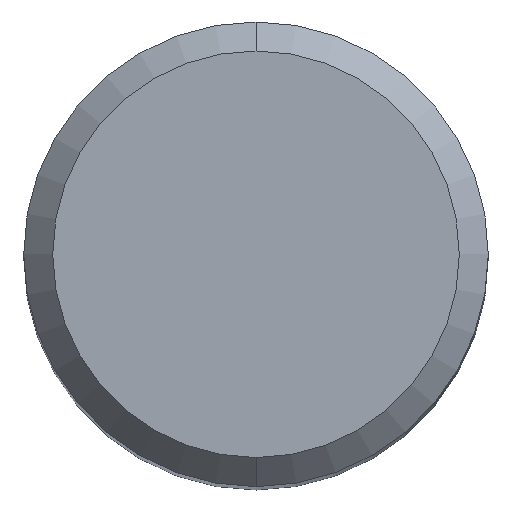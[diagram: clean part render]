
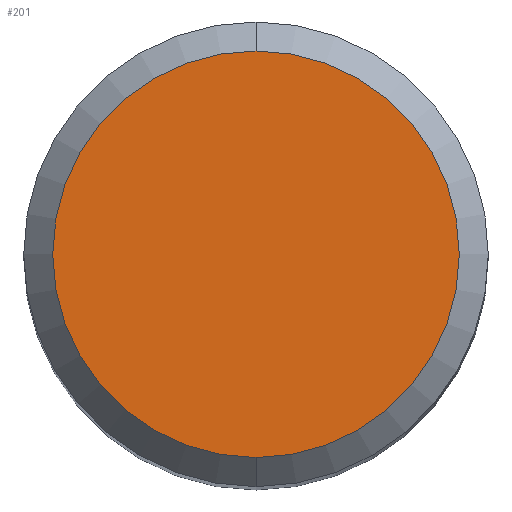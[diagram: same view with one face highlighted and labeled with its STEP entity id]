
A CAD part, top view. The second image highlights one B-rep face of the part: STEP entity #201.
In plain terms, the highlighted planar face has unit normal (0, 0, 1).
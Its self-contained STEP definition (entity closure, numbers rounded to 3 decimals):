
#155=VERTEX_POINT('',#386);
#159=EDGE_CURVE('',#339,#155,#390,.T.);
#177=EDGE_CURVE('',#155,#339,#411,.T.);
#201=ADVANCED_FACE('',(#436),#437,.T.);
#339=VERTEX_POINT('',#597);
#386=CARTESIAN_POINT('',(0.,-2.8,0.0));
#390=CIRCLE('',#652,2.8);
#411=CIRCLE('',#679,2.8);
#436=FACE_OUTER_BOUND('',#714,.T.);
#437=PLANE('',#715);
#597=CARTESIAN_POINT('',(0.0,2.8,0.0));
#652=AXIS2_PLACEMENT_3D('',#941,#942,#943);
#679=AXIS2_PLACEMENT_3D('',#973,#974,#975);
#714=EDGE_LOOP('',(#1000,#1001));
#715=AXIS2_PLACEMENT_3D('',#1002,#1003,#1004);
#941=CARTESIAN_POINT('',(0.0,0.0,0.0));
#942=DIRECTION('',(0.0,0.0,-1.0));
#943=DIRECTION('',(0.0,1.0,0.0));
#973=CARTESIAN_POINT('',(0.0,0.0,0.0));
#974=DIRECTION('',(0.0,0.0,-1.0));
#975=DIRECTION('',(0.0,1.0,0.0));
#1000=ORIENTED_EDGE('',*,*,#159,.F.);
#1001=ORIENTED_EDGE('',*,*,#177,.F.);
#1002=CARTESIAN_POINT('',(0.0,1.4,0.0));
#1003=DIRECTION('',(-0.0,0.0,1.0));
#1004=DIRECTION('',(0.0,-1.0,0.0));
